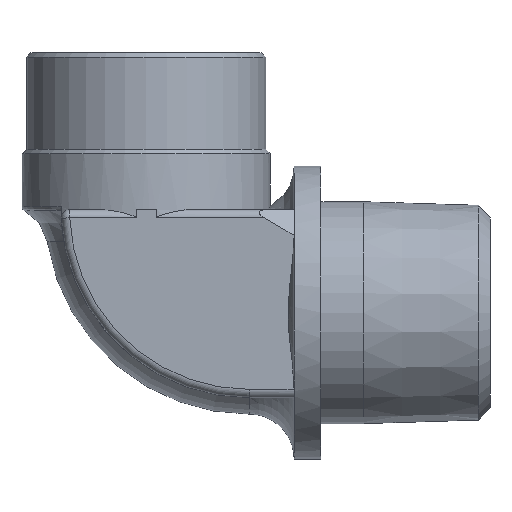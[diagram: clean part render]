
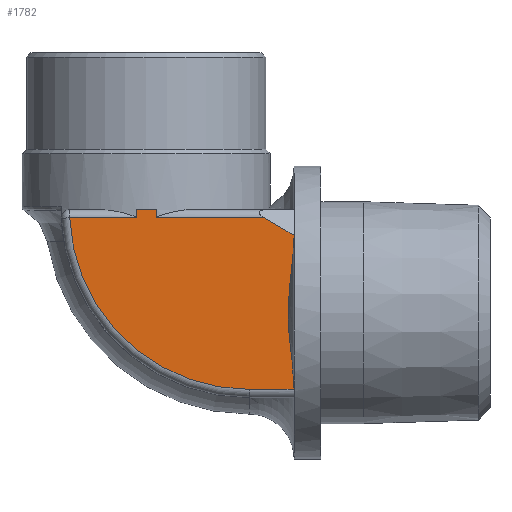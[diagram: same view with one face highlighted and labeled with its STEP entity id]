
A CAD part, front view. The second image highlights one B-rep face of the part: STEP entity #1782.
In plain terms, the highlighted planar face has unit normal (0, -1, 0).
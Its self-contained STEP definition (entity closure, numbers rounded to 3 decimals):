
#22 = CARTESIAN_POINT ( 'NONE',  ( 0., -15., -21.8 ) ) ;
#51 = EDGE_CURVE ( 'NONE', #2282, #2087, #1656, .T. ) ;
#52 = CARTESIAN_POINT ( 'NONE',  ( -13.726, -15., -1. ) ) ;
#75 = CARTESIAN_POINT ( 'NONE',  ( 5.151, -15., -7.023 ) ) ;
#79 = FACE_OUTER_BOUND ( 'NONE', #1054, .T. ) ;
#102 = DIRECTION ( 'NONE',  ( -1., 0., 0. ) ) ;
#170 = ORIENTED_EDGE ( 'NONE', *, *, #1408, .F. ) ;
#175 = EDGE_CURVE ( 'NONE', #2113, #2282, #1958, .T. ) ;
#284 = B_SPLINE_CURVE_WITH_KNOTS ( 'NONE', 3,
 ( #2147, #1290, #2558, #1302, #75, #1514, #286, #1723, #498, #1935, #708, #2159, #914, #2367, #1109, #2570 ),
 .UNSPECIFIED., .F., .F.,
 ( 4, 2, 2, 2, 2, 2, 2, 4 ),
 ( 0.073, 0.076, 0.078, 0.08, 0.083, 0.085, 0.087, 0.092 ),
 .UNSPECIFIED. ) ;
#286 = CARTESIAN_POINT ( 'NONE',  ( 4.874, -15., -9.353 ) ) ;
#321 = CARTESIAN_POINT ( 'NONE',  ( 4.268, -15., -2.387 ) ) ;
#324 = CARTESIAN_POINT ( 'NONE',  ( 0., -15., 0. ) ) ;
#365 = ORIENTED_EDGE ( 'NONE', *, *, #175, .T. ) ;
#454 = ORIENTED_EDGE ( 'NONE', *, *, #816, .T. ) ;
#498 = CARTESIAN_POINT ( 'NONE',  ( 4.706, -15., -11.695 ) ) ;
#529 = DIRECTION ( 'NONE',  ( 0., 0., 1. ) ) ;
#555 = B_SPLINE_CURVE_WITH_KNOTS ( 'NONE', 3,
 ( #1336, #1542, #321, #1751 ),
 .UNSPECIFIED., .F., .F.,
 ( 4, 4 ),
 ( 0.002, 0.006 ),
 .UNSPECIFIED. ) ;
#613 = DIRECTION ( 'NONE',  ( -1., 0., 0. ) ) ;
#619 = DIRECTION ( 'NONE',  ( -1., 0., 0. ) ) ;
#633 = CARTESIAN_POINT ( 'NONE',  ( 5.45, -15., -3.133 ) ) ;
#654 = VERTEX_POINT ( 'NONE', #2546 ) ;
#666 = CARTESIAN_POINT ( 'NONE',  ( 5.449, -15., -21.8 ) ) ;
#684 = EDGE_CURVE ( 'NONE', #2087, #2496, #2630, .T. ) ;
#690 = CARTESIAN_POINT ( 'NONE',  ( 0., -15., -21.8 ) ) ;
#708 = CARTESIAN_POINT ( 'NONE',  ( 4.741, -15., -14.036 ) ) ;
#725 = CARTESIAN_POINT ( 'NONE',  ( 1.845, -15., -1. ) ) ;
#761 = CARTESIAN_POINT ( 'NONE',  ( -11.274, -15., -1. ) ) ;
#774 = CIRCLE ( 'NONE', #1308, 21.8 ) ;
#816 = EDGE_CURVE ( 'NONE', #1939, #1953, #2302, .T. ) ;
#914 = CARTESIAN_POINT ( 'NONE',  ( 4.957, -15., -16.365 ) ) ;
#1033 = VECTOR ( 'NONE', #1201, 1000. ) ;
#1045 = AXIS2_PLACEMENT_3D ( 'NONE', #2365, #2582, #1324 ) ;
#1054 = EDGE_LOOP ( 'NONE', ( #2080, #454, #170, #2304, #365, #2444, #1578, #2077, #1160 ) ) ;
#1101 = VERTEX_POINT ( 'NONE', #52 ) ;
#1109 = CARTESIAN_POINT ( 'NONE',  ( 5.434, -15., -20.239 ) ) ;
#1114 = CARTESIAN_POINT ( 'NONE',  ( -11.274, -15., 0. ) ) ;
#1115 = PLANE ( 'NONE',  #1045 ) ;
#1124 = VECTOR ( 'NONE', #1455, 1000. ) ;
#1160 = ORIENTED_EDGE ( 'NONE', *, *, #2209, .T. ) ;
#1201 = DIRECTION ( 'NONE',  ( 0., 0., 1. ) ) ;
#1290 = CARTESIAN_POINT ( 'NONE',  ( 5.445, -15., -3.911 ) ) ;
#1302 = CARTESIAN_POINT ( 'NONE',  ( 5.246, -15., -6.247 ) ) ;
#1308 = AXIS2_PLACEMENT_3D ( 'NONE', #324, #1756, #529 ) ;
#1310 = DIRECTION ( 'NONE',  ( 0., 0., -1. ) ) ;
#1324 = DIRECTION ( 'NONE',  ( 0., 0., 1. ) ) ;
#1332 = CARTESIAN_POINT ( 'NONE',  ( 0., -15., -1. ) ) ;
#1336 = CARTESIAN_POINT ( 'NONE',  ( 1.845, -15., -1. ) ) ;
#1397 = CARTESIAN_POINT ( 'NONE',  ( -11.274, -15., -1. ) ) ;
#1408 = EDGE_CURVE ( 'NONE', #1817, #1953, #284, .T. ) ;
#1442 = VECTOR ( 'NONE', #613, 1000. ) ;
#1455 = DIRECTION ( 'NONE',  ( 1., 0., 0. ) ) ;
#1514 = CARTESIAN_POINT ( 'NONE',  ( 4.964, -15., -8.576 ) ) ;
#1542 = CARTESIAN_POINT ( 'NONE',  ( 3.065, -15., -1.679 ) ) ;
#1578 = ORIENTED_EDGE ( 'NONE', *, *, #684, .T. ) ;
#1656 = LINE ( 'NONE', #1397, #1033 ) ;
#1723 = CARTESIAN_POINT ( 'NONE',  ( 4.744, -15., -10.911 ) ) ;
#1724 = LINE ( 'NONE', #1932, #2292 ) ;
#1751 = CARTESIAN_POINT ( 'NONE',  ( 5.45, -15., -3.133 ) ) ;
#1756 = DIRECTION ( 'NONE',  ( 0., -1., 0. ) ) ;
#1782 = ADVANCED_FACE ( 'NONE', ( #79 ), #1115, .F. ) ;
#1817 = VERTEX_POINT ( 'NONE', #633 ) ;
#1932 = CARTESIAN_POINT ( 'NONE',  ( -13.726, -15., 0. ) ) ;
#1935 = CARTESIAN_POINT ( 'NONE',  ( 4.705, -15., -13.257 ) ) ;
#1939 = VERTEX_POINT ( 'NONE', #690 ) ;
#1953 = VERTEX_POINT ( 'NONE', #666 ) ;
#1958 = LINE ( 'NONE', #2284, #2015 ) ;
#1962 = VECTOR ( 'NONE', #102, 1000. ) ;
#2015 = VECTOR ( 'NONE', #619, 1000. ) ;
#2051 = EDGE_CURVE ( 'NONE', #2496, #1101, #1724, .T. ) ;
#2059 = CARTESIAN_POINT ( 'NONE',  ( -12.5, -15., 0. ) ) ;
#2077 = ORIENTED_EDGE ( 'NONE', *, *, #2051, .T. ) ;
#2080 = ORIENTED_EDGE ( 'NONE', *, *, #2619, .T. ) ;
#2087 = VERTEX_POINT ( 'NONE', #1114 ) ;
#2104 = EDGE_CURVE ( 'NONE', #2113, #1817, #555, .T. ) ;
#2113 = VERTEX_POINT ( 'NONE', #725 ) ;
#2136 = CARTESIAN_POINT ( 'NONE',  ( -13.726, -15., 0. ) ) ;
#2147 = CARTESIAN_POINT ( 'NONE',  ( 5.45, -15., -3.133 ) ) ;
#2159 = CARTESIAN_POINT ( 'NONE',  ( 4.868, -15., -15.59 ) ) ;
#2209 = EDGE_CURVE ( 'NONE', #1101, #654, #2509, .T. ) ;
#2282 = VERTEX_POINT ( 'NONE', #761 ) ;
#2284 = CARTESIAN_POINT ( 'NONE',  ( 0., -15., -1. ) ) ;
#2292 = VECTOR ( 'NONE', #1310, 1000. ) ;
#2302 = LINE ( 'NONE', #22, #1124 ) ;
#2304 = ORIENTED_EDGE ( 'NONE', *, *, #2104, .F. ) ;
#2365 = CARTESIAN_POINT ( 'NONE',  ( 0., -15., 0. ) ) ;
#2367 = CARTESIAN_POINT ( 'NONE',  ( 5.236, -15., -18.69 ) ) ;
#2444 = ORIENTED_EDGE ( 'NONE', *, *, #51, .T. ) ;
#2496 = VERTEX_POINT ( 'NONE', #2136 ) ;
#2509 = LINE ( 'NONE', #1332, #1962 ) ;
#2546 = CARTESIAN_POINT ( 'NONE',  ( -21.777, -15., -1. ) ) ;
#2558 = CARTESIAN_POINT ( 'NONE',  ( 5.393, -15., -4.69 ) ) ;
#2570 = CARTESIAN_POINT ( 'NONE',  ( 5.449, -15., -21.8 ) ) ;
#2582 = DIRECTION ( 'NONE',  ( 0., 1., 0. ) ) ;
#2619 = EDGE_CURVE ( 'NONE', #654, #1939, #774, .T. ) ;
#2630 = LINE ( 'NONE', #2059, #1442 ) ;
